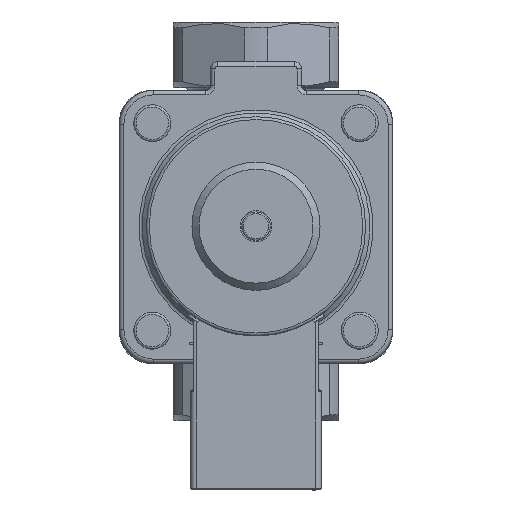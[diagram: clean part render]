
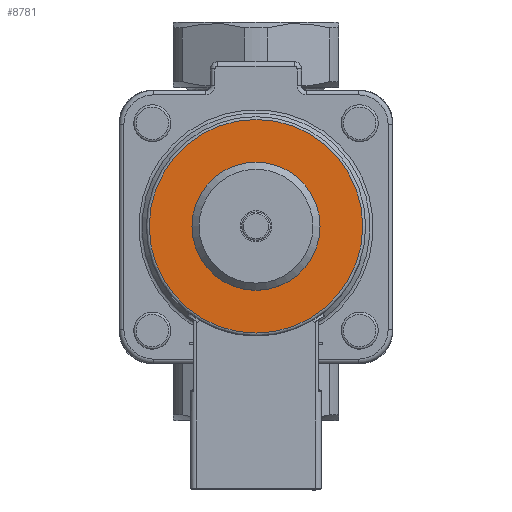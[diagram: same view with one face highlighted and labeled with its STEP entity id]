
A CAD part, top view. The second image highlights one B-rep face of the part: STEP entity #8781.
In plain terms, the highlighted planar face has unit normal (0, 0, 1).
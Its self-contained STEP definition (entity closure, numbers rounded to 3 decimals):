
#1798=FACE_BOUND('',#2545,.T.);
#1972=FACE_OUTER_BOUND('',#2544,.T.);
#2544=EDGE_LOOP('',(#6025));
#2545=EDGE_LOOP('',(#6026));
#3170=CIRCLE('',#9388,37.5);
#3171=CIRCLE('',#9389,22.5);
#3665=VERTEX_POINT('',#13278);
#3666=VERTEX_POINT('',#13280);
#4568=EDGE_CURVE('',#3665,#3665,#3170,.T.);
#4569=EDGE_CURVE('',#3666,#3666,#3171,.T.);
#6025=ORIENTED_EDGE('',*,*,#4568,.F.);
#6026=ORIENTED_EDGE('',*,*,#4569,.T.);
#8573=PLANE('',#9387);
#8781=ADVANCED_FACE('',(#1972,#1798),#8573,.T.);
#9387=AXIS2_PLACEMENT_3D('',#13277,#10528,#10529);
#9388=AXIS2_PLACEMENT_3D('',#13279,#10530,#10531);
#9389=AXIS2_PLACEMENT_3D('',#13281,#10532,#10533);
#10528=DIRECTION('center_axis',(0.,0.,
1.));
#10529=DIRECTION('ref_axis',(1.,0.,0.));
#10530=DIRECTION('center_axis',(0.,0.,
-1.));
#10531=DIRECTION('ref_axis',(1.,0.,0.));
#10532=DIRECTION('center_axis',(0.,0.,
-1.));
#10533=DIRECTION('ref_axis',(-1.,0.,0.));
#13277=CARTESIAN_POINT('Origin',(0.,-2.,
176.134));
#13278=CARTESIAN_POINT('',(-37.5,-2.,176.134));
#13279=CARTESIAN_POINT('Origin',(0.,-2.,
176.134));
#13280=CARTESIAN_POINT('',(-22.5,-2.,176.134));
#13281=CARTESIAN_POINT('Origin',(0.,-2.,176.134));
